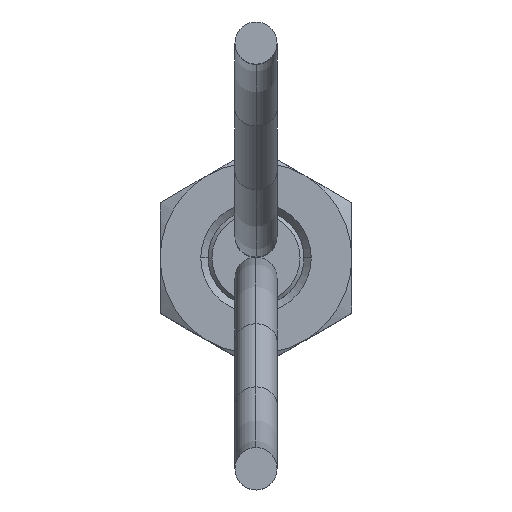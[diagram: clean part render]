
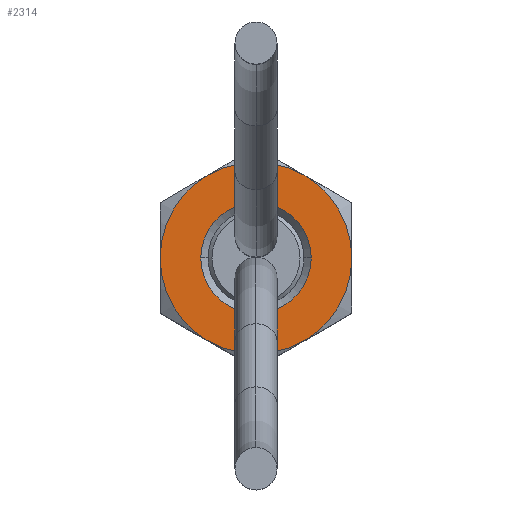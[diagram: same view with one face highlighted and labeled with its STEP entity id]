
A CAD part, top view. The second image highlights one B-rep face of the part: STEP entity #2314.
In plain terms, the highlighted planar face has unit normal (0, 0, 1).
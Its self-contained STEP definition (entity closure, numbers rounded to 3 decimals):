
#87=CARTESIAN_POINT('',(0.,0.,13.));
#88=DIRECTION('',(0.,0.,-1.));
#89=DIRECTION('',(1.,0.,0.));
#90=AXIS2_PLACEMENT_3D('',#87,#88,#89);
#96=CARTESIAN_POINT('',(0.,0.,13.));
#97=DIRECTION('',(0.,0.,-1.));
#98=DIRECTION('',(-1.,0.,0.));
#99=AXIS2_PLACEMENT_3D('',#96,#97,#98);
#128=CARTESIAN_POINT('',(0.,0.,13.));
#129=DIRECTION('',(0.,0.,-1.));
#130=DIRECTION('',(0.5,-0.866,0.));
#131=AXIS2_PLACEMENT_3D('',#128,#129,#130);
#133=CARTESIAN_POINT('',(0.,0.,13.));
#134=DIRECTION('',(0.,0.,-1.));
#135=DIRECTION('',(0.,-1.,0.));
#136=AXIS2_PLACEMENT_3D('',#133,#134,#135);
#138=CARTESIAN_POINT('',(0.,0.,13.));
#139=DIRECTION('',(0.,0.,-1.));
#140=DIRECTION('',(-0.5,-0.866,0.));
#141=AXIS2_PLACEMENT_3D('',#138,#139,#140);
#143=CARTESIAN_POINT('',(0.,0.,13.));
#144=DIRECTION('',(0.,0.,-1.));
#145=DIRECTION('',(-1.,0.,0.));
#146=AXIS2_PLACEMENT_3D('',#143,#144,#145);
#148=CARTESIAN_POINT('',(0.,0.,13.));
#149=DIRECTION('',(0.,0.,-1.));
#150=DIRECTION('',(-0.5,0.866,0.));
#151=AXIS2_PLACEMENT_3D('',#148,#149,#150);
#153=CARTESIAN_POINT('',(0.,0.,13.));
#154=DIRECTION('',(0.,0.,-1.));
#155=DIRECTION('',(0.,1.,0.));
#156=AXIS2_PLACEMENT_3D('',#153,#154,#155);
#158=CARTESIAN_POINT('',(0.,0.,13.));
#159=DIRECTION('',(0.,0.,-1.));
#160=DIRECTION('',(0.5,0.866,0.));
#161=AXIS2_PLACEMENT_3D('',#158,#159,#160);
#163=CARTESIAN_POINT('',(0.,0.,13.));
#164=DIRECTION('',(0.,0.,-1.));
#165=DIRECTION('',(1.,0.,0.));
#166=AXIS2_PLACEMENT_3D('',#163,#164,#165);
#1990=CARTESIAN_POINT('',(2.5,-4.33,13.));
#1991=CARTESIAN_POINT('',(0.,-5.,13.));
#1992=VERTEX_POINT('',#1990);
#1993=VERTEX_POINT('',#1991);
#1994=CARTESIAN_POINT('',(-2.5,-4.33,13.));
#1995=VERTEX_POINT('',#1994);
#1996=CARTESIAN_POINT('',(-5.,0.,13.));
#1997=VERTEX_POINT('',#1996);
#1998=CARTESIAN_POINT('',(-2.5,4.33,13.));
#1999=VERTEX_POINT('',#1998);
#2000=CARTESIAN_POINT('',(0.,5.,13.));
#2001=VERTEX_POINT('',#2000);
#2002=CARTESIAN_POINT('',(2.5,4.33,13.));
#2003=VERTEX_POINT('',#2002);
#2004=CARTESIAN_POINT('',(5.,0.,13.));
#2005=VERTEX_POINT('',#2004);
#2053=CARTESIAN_POINT('',(-2.88,0.,
13.));
#2054=VERTEX_POINT('',#2053);
#2055=CARTESIAN_POINT('',(2.88,0.,
13.));
#2056=VERTEX_POINT('',#2055);
#2287=CARTESIAN_POINT('',(0.,0.,13.));
#2288=DIRECTION('',(0.,0.,1.));
#2289=DIRECTION('',(-1.,0.,0.));
#2290=AXIS2_PLACEMENT_3D('',#2287,#2288,#2289);
#2291=PLANE('',#2290);
#2293=ORIENTED_EDGE('',*,*,#2292,.T.);
#2295=ORIENTED_EDGE('',*,*,#2294,.T.);
#2297=ORIENTED_EDGE('',*,*,#2296,.T.);
#2299=ORIENTED_EDGE('',*,*,#2298,.T.);
#2301=ORIENTED_EDGE('',*,*,#2300,.T.);
#2303=ORIENTED_EDGE('',*,*,#2302,.T.);
#2305=ORIENTED_EDGE('',*,*,#2304,.T.);
#2307=ORIENTED_EDGE('',*,*,#2306,.T.);
#2308=EDGE_LOOP('',(#2293,#2295,#2297,#2299,#2301,#2303,#2305,#2307));
#2309=FACE_OUTER_BOUND('',#2308,.F.);
#2310=ORIENTED_EDGE('',*,*,#2234,.F.);
#2311=ORIENTED_EDGE('',*,*,#2209,.F.);
#2312=EDGE_LOOP('',(#2310,#2311));
#2313=FACE_BOUND('',#2312,.F.);
#2314=ADVANCED_FACE('',(#2309,#2313),#2291,.T.);
#91=CIRCLE('',#90,2.88);
#100=CIRCLE('',#99,2.88);
#132=CIRCLE('',#131,5.);
#137=CIRCLE('',#136,5.);
#142=CIRCLE('',#141,5.);
#147=CIRCLE('',#146,5.);
#152=CIRCLE('',#151,5.);
#157=CIRCLE('',#156,5.);
#162=CIRCLE('',#161,5.);
#167=CIRCLE('',#166,5.);
#2209=EDGE_CURVE('',#2056,#2054,#91,.T.);
#2234=EDGE_CURVE('',#2054,#2056,#100,.T.);
#2292=EDGE_CURVE('',#1992,#1993,#132,.T.);
#2294=EDGE_CURVE('',#1993,#1995,#137,.T.);
#2296=EDGE_CURVE('',#1995,#1997,#142,.T.);
#2298=EDGE_CURVE('',#1997,#1999,#147,.T.);
#2300=EDGE_CURVE('',#1999,#2001,#152,.T.);
#2302=EDGE_CURVE('',#2001,#2003,#157,.T.);
#2304=EDGE_CURVE('',#2003,#2005,#162,.T.);
#2306=EDGE_CURVE('',#2005,#1992,#167,.T.);
